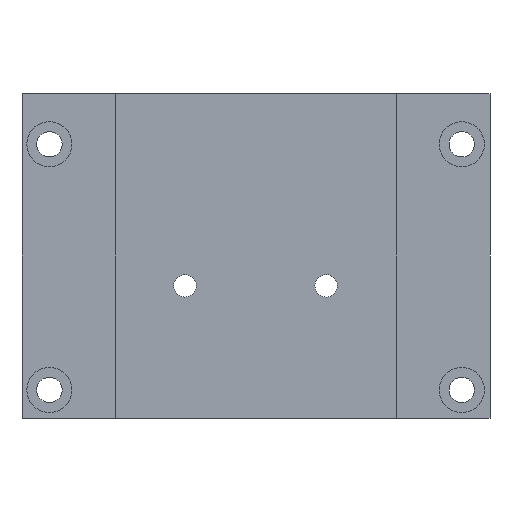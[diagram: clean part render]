
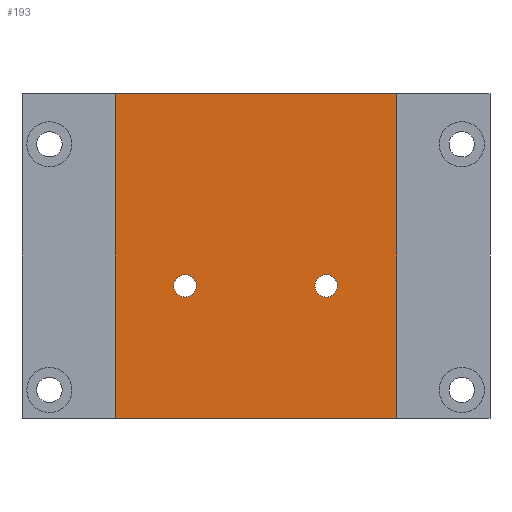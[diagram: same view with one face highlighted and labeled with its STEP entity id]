
A CAD part, front view. The second image highlights one B-rep face of the part: STEP entity #193.
In plain terms, the highlighted planar face has unit normal (0, -1, 0).
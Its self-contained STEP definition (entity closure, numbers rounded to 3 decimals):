
#6 = DIRECTION ( 'NONE',  ( 0., 0., -1. ) ) ;
#29 = LINE ( 'NONE', #86, #55 ) ;
#30 = CARTESIAN_POINT ( 'NONE',  ( -77.5, 9., 25.43 ) ) ;
#32 = CARTESIAN_POINT ( 'NONE',  ( -65.025, 9., 0. ) ) ;
#39 = DIRECTION ( 'NONE',  ( 0., 0., -1. ) ) ;
#44 = FACE_OUTER_BOUND ( 'NONE', #473, .T. ) ;
#47 = EDGE_CURVE ( 'NONE', #109, #254, #29, .T. ) ;
#55 = VECTOR ( 'NONE', #39, 1000. ) ;
#68 = EDGE_CURVE ( 'NONE', #109, #72, #884, .T. ) ;
#72 = VERTEX_POINT ( 'NONE', #724 ) ;
#86 = CARTESIAN_POINT ( 'NONE',  ( -114.825, 9., 57.43 ) ) ;
#101 = CARTESIAN_POINT ( 'NONE',  ( -65.025, 9., 57.43 ) ) ;
#109 = VERTEX_POINT ( 'NONE', #909 ) ;
#111 = FACE_BOUND ( 'NONE', #933, .T. ) ;
#138 = EDGE_CURVE ( 'NONE', #254, #524, #651, .T. ) ;
#151 = EDGE_LOOP ( 'NONE', ( #572, #377 ) ) ;
#152 = EDGE_CURVE ( 'NONE', #1123, #831, #889, .T. ) ;
#165 = DIRECTION ( 'NONE',  ( 0., 0., -1. ) ) ;
#176 = ORIENTED_EDGE ( 'NONE', *, *, #943, .F. ) ;
#193 = ADVANCED_FACE ( 'NONE', ( #993, #111, #44 ), #801, .F. ) ;
#199 = ORIENTED_EDGE ( 'NONE', *, *, #974, .F. ) ;
#219 = CARTESIAN_POINT ( 'NONE',  ( -114.825, 9., 0. ) ) ;
#247 = CARTESIAN_POINT ( 'NONE',  ( -77.5, 9., 21.43 ) ) ;
#254 = VERTEX_POINT ( 'NONE', #219 ) ;
#271 = CIRCLE ( 'NONE', #668, 2. ) ;
#284 = LINE ( 'NONE', #101, #960 ) ;
#295 = CIRCLE ( 'NONE', #1075, 2. ) ;
#303 = DIRECTION ( 'NONE',  ( 1., 0., 0. ) ) ;
#327 = AXIS2_PLACEMENT_3D ( 'NONE', #622, #641, #6 ) ;
#336 = CARTESIAN_POINT ( 'NONE',  ( -102.5, 9., 23.43 ) ) ;
#342 = CARTESIAN_POINT ( 'NONE',  ( -102.5, 9., 23.43 ) ) ;
#343 = ORIENTED_EDGE ( 'NONE', *, *, #47, .T. ) ;
#377 = ORIENTED_EDGE ( 'NONE', *, *, #152, .F. ) ;
#398 = CARTESIAN_POINT ( 'NONE',  ( -77.5, 9., 23.43 ) ) ;
#457 = DIRECTION ( 'NONE',  ( 0., 1., 0. ) ) ;
#473 = EDGE_LOOP ( 'NONE', ( #594, #1090, #1080, #343 ) ) ;
#510 = VECTOR ( 'NONE', #749, 1000. ) ;
#515 = VERTEX_POINT ( 'NONE', #534 ) ;
#524 = VERTEX_POINT ( 'NONE', #32 ) ;
#534 = CARTESIAN_POINT ( 'NONE',  ( -102.5, 9., 21.43 ) ) ;
#550 = CARTESIAN_POINT ( 'NONE',  ( -114.825, 9., 57.43 ) ) ;
#569 = CARTESIAN_POINT ( 'NONE',  ( -114.825, 9., 0. ) ) ;
#572 = ORIENTED_EDGE ( 'NONE', *, *, #997, .F. ) ;
#581 = CIRCLE ( 'NONE', #327, 2. ) ;
#594 = ORIENTED_EDGE ( 'NONE', *, *, #138, .T. ) ;
#622 = CARTESIAN_POINT ( 'NONE',  ( -77.5, 9., 23.43 ) ) ;
#641 = DIRECTION ( 'NONE',  ( 0., -1., 0. ) ) ;
#651 = LINE ( 'NONE', #569, #510 ) ;
#668 = AXIS2_PLACEMENT_3D ( 'NONE', #336, #681, #165 ) ;
#681 = DIRECTION ( 'NONE',  ( 0., -1., 0. ) ) ;
#686 = DIRECTION ( 'NONE',  ( 0., -1., 0. ) ) ;
#723 = AXIS2_PLACEMENT_3D ( 'NONE', #550, #457, #902 ) ;
#724 = CARTESIAN_POINT ( 'NONE',  ( -65.025, 9., 57.43 ) ) ;
#749 = DIRECTION ( 'NONE',  ( 1., 0., 0. ) ) ;
#751 = VERTEX_POINT ( 'NONE', #1089 ) ;
#801 = PLANE ( 'NONE',  #723 ) ;
#831 = VERTEX_POINT ( 'NONE', #247 ) ;
#834 = AXIS2_PLACEMENT_3D ( 'NONE', #398, #916, #1094 ) ;
#884 = LINE ( 'NONE', #1082, #962 ) ;
#889 = CIRCLE ( 'NONE', #834, 2. ) ;
#902 = DIRECTION ( 'NONE',  ( 0., 0., 1. ) ) ;
#909 = CARTESIAN_POINT ( 'NONE',  ( -114.825, 9., 57.43 ) ) ;
#916 = DIRECTION ( 'NONE',  ( 0., -1., 0. ) ) ;
#933 = EDGE_LOOP ( 'NONE', ( #176, #199 ) ) ;
#943 = EDGE_CURVE ( 'NONE', #515, #751, #271, .T. ) ;
#960 = VECTOR ( 'NONE', #976, 1000. ) ;
#962 = VECTOR ( 'NONE', #303, 1000. ) ;
#974 = EDGE_CURVE ( 'NONE', #751, #515, #295, .T. ) ;
#976 = DIRECTION ( 'NONE',  ( 0., 0., -1. ) ) ;
#993 = FACE_BOUND ( 'NONE', #151, .T. ) ;
#997 = EDGE_CURVE ( 'NONE', #831, #1123, #581, .T. ) ;
#1035 = DIRECTION ( 'NONE',  ( 0., 0., -1. ) ) ;
#1075 = AXIS2_PLACEMENT_3D ( 'NONE', #342, #686, #1035 ) ;
#1080 = ORIENTED_EDGE ( 'NONE', *, *, #68, .F. ) ;
#1082 = CARTESIAN_POINT ( 'NONE',  ( -114.825, 9., 57.43 ) ) ;
#1089 = CARTESIAN_POINT ( 'NONE',  ( -102.5, 9., 25.43 ) ) ;
#1090 = ORIENTED_EDGE ( 'NONE', *, *, #1111, .F. ) ;
#1094 = DIRECTION ( 'NONE',  ( 0., 0., -1. ) ) ;
#1111 = EDGE_CURVE ( 'NONE', #72, #524, #284, .T. ) ;
#1123 = VERTEX_POINT ( 'NONE', #30 ) ;
